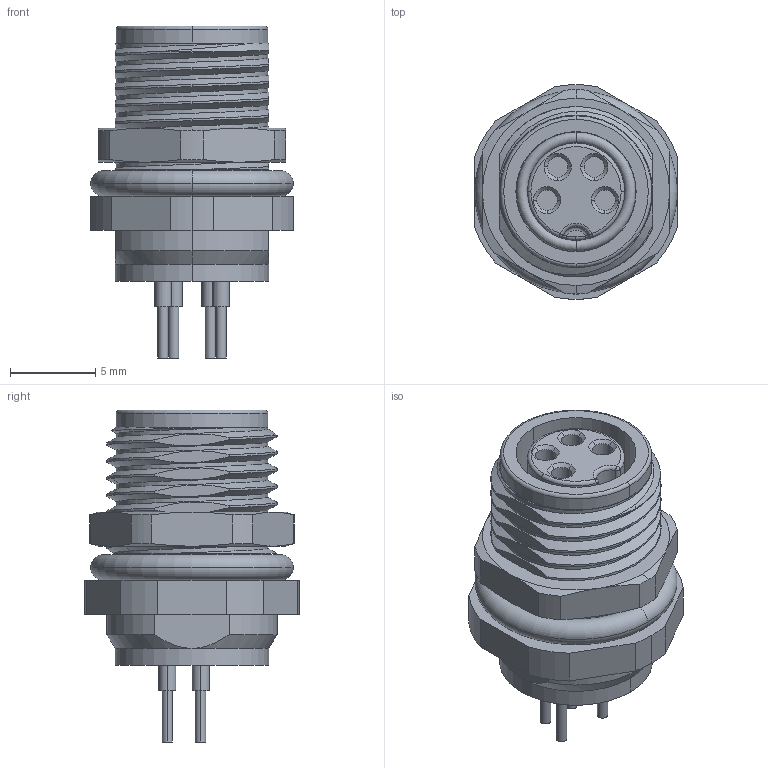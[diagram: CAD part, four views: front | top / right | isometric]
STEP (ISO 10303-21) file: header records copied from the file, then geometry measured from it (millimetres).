
FILE_DESCRIPTION(('STEP AP242'),'1');
FILE_NAME('t4041017041-000.stp','2022-07-13T18:37:21',('TraceParts'),('TraceParts S.A.'),'Spatial InterOp 3D',' ',' ');
FILE_SCHEMA(('AP242_MANAGED_MODEL_BASED_3D_ENGINEERING_MIM_LF {1 0 10303 442 1 1 4}'));
Length unit declared in the file: millimetre
Products named in the file (1): t4041017041-000
Bounding box: 11.95 x 12.6 x 19.5 mm (x, y, z)
Volume: 1172.7 mm3; surface area: 1220.9 mm2
Topology: 1 solids, 1 shells, 205 faces, 499 edges, 316 vertices
Faces by surface type: cylinder 78, plane 52, cone 41, torus 17, bspline 15, sphere 2
Entity records: 9688 total; most frequent: CARTESIAN_POINT 4993, ORIENTED_EDGE 998, DIRECTION 954, EDGE_CURVE 499, AXIS2_PLACEMENT_3D 402, VERTEX_POINT 316, EDGE_LOOP 225, CIRCLE 211
